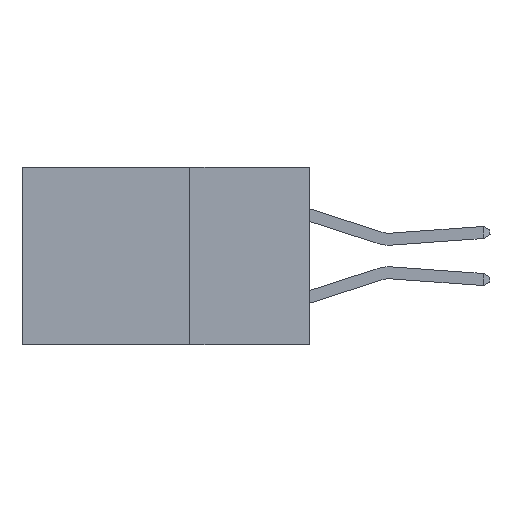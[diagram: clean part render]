
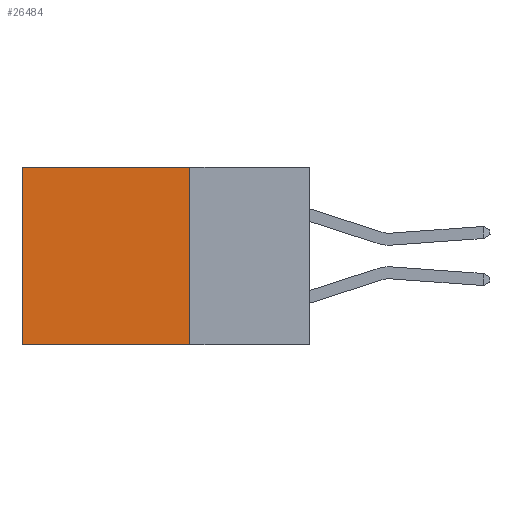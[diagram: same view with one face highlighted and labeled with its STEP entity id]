
A CAD part, left-side view. The second image highlights one B-rep face of the part: STEP entity #26484.
In plain terms, the highlighted planar face has unit normal (-1, 0, 0).
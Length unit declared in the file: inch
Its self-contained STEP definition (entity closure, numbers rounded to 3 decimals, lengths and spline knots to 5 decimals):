
#668 = CARTESIAN_POINT ( 'NONE',  ( 0.298, 0.6, 0. ) ) ;
#776 = CARTESIAN_POINT ( 'NONE',  ( 0.298, 0.6, -0.37 ) ) ;
#1436 = CARTESIAN_POINT ( 'NONE',  ( 0.298, 0.25, 0. ) ) ;
#2793 = CARTESIAN_POINT ( 'NONE',  ( 0.298, 0.6, 0. ) ) ;
#3182 = DIRECTION ( 'NONE',  ( 0., 0., -1. ) ) ;
#3639 = VECTOR ( 'NONE', #16122, 39.37008 ) ;
#3965 = VECTOR ( 'NONE', #3182, 39.37008 ) ;
#4795 = VERTEX_POINT ( 'NONE', #2793 ) ;
#5255 = VERTEX_POINT ( 'NONE', #18887 ) ;
#5631 = VERTEX_POINT ( 'NONE', #776 ) ;
#6934 = LINE ( 'NONE', #10382, #18400 ) ;
#8452 = PLANE ( 'NONE',  #9074 ) ;
#8778 = ORIENTED_EDGE ( 'NONE', *, *, #24468, .F. ) ;
#9074 = AXIS2_PLACEMENT_3D ( 'NONE', #13375, #30043, #15825 ) ;
#10382 = CARTESIAN_POINT ( 'NONE',  ( 0.298, 0.25, -0.37 ) ) ;
#11246 = EDGE_CURVE ( 'NONE', #23272, #5631, #6934, .T. ) ;
#13375 = CARTESIAN_POINT ( 'NONE',  ( 0.298, 0.25, 0. ) ) ;
#14431 = EDGE_CURVE ( 'NONE', #4795, #5631, #23318, .T. ) ;
#14450 = CARTESIAN_POINT ( 'NONE',  ( 0.298, 0.25, -0.37 ) ) ;
#15825 = DIRECTION ( 'NONE',  ( 0., 0., -1. ) ) ;
#16122 = DIRECTION ( 'NONE',  ( 0., 1., 0. ) ) ;
#16198 = CARTESIAN_POINT ( 'NONE',  ( 0.298, 0.25, 0. ) ) ;
#17658 = LINE ( 'NONE', #16198, #23245 ) ;
#17831 = FACE_OUTER_BOUND ( 'NONE', #31127, .T. ) ;
#18400 = VECTOR ( 'NONE', #27080, 39.37008 ) ;
#18887 = CARTESIAN_POINT ( 'NONE',  ( 0.298, 0.25, 0. ) ) ;
#19054 = ORIENTED_EDGE ( 'NONE', *, *, #21862, .T. ) ;
#19336 = ORIENTED_EDGE ( 'NONE', *, *, #11246, .F. ) ;
#21862 = EDGE_CURVE ( 'NONE', #5255, #4795, #30725, .T. ) ;
#23245 = VECTOR ( 'NONE', #23415, 39.37008 ) ;
#23272 = VERTEX_POINT ( 'NONE', #14450 ) ;
#23318 = LINE ( 'NONE', #668, #3965 ) ;
#23415 = DIRECTION ( 'NONE',  ( 0., 0., -1. ) ) ;
#24468 = EDGE_CURVE ( 'NONE', #5255, #23272, #17658, .T. ) ;
#26484 = ADVANCED_FACE ( 'NONE', ( #17831 ), #8452, .F. ) ;
#27080 = DIRECTION ( 'NONE',  ( 0., 1., 0. ) ) ;
#29698 = ORIENTED_EDGE ( 'NONE', *, *, #14431, .T. ) ;
#30043 = DIRECTION ( 'NONE',  ( 1., 0., 0. ) ) ;
#30725 = LINE ( 'NONE', #1436, #3639 ) ;
#31127 = EDGE_LOOP ( 'NONE', ( #29698, #19336, #8778, #19054 ) ) ;
